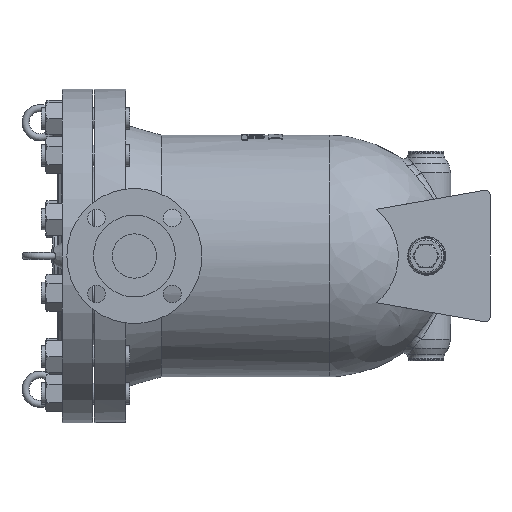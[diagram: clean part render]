
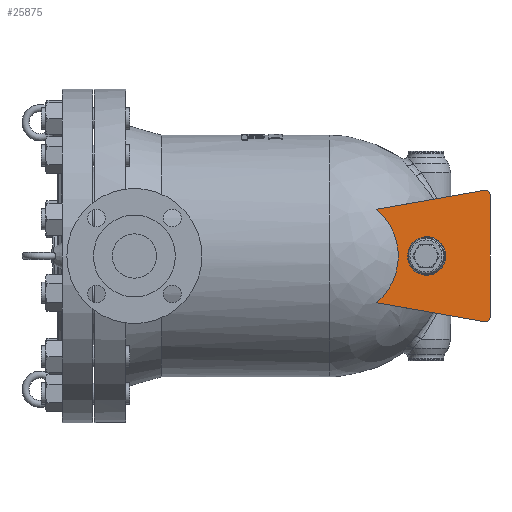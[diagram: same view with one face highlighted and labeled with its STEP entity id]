
A CAD part, left-side view. The second image highlights one B-rep face of the part: STEP entity #25875.
In plain terms, the highlighted planar face has unit normal (-0.998, -0.07, 0).
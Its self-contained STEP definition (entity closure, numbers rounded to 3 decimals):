
#25697=CARTESIAN_POINT('',(-105.0,-445.0,-69.041));
#25698=VERTEX_POINT('',#25697);
#25699=CARTESIAN_POINT('',(-105.41,-439.132,-73.965));
#25700=VERTEX_POINT('',#25699);
#25701=CARTESIAN_POINT('',(-105.35,-440.0,-69.041));
#25702=DIRECTION('',(0.998,0.07,0.0));
#25703=DIRECTION('',(0.07,-0.998,0.));
#25704=AXIS2_PLACEMENT_3D('',#25701,#25702,#25703);
#25705=ELLIPSE('',#25704,5.012,5.);
#25706=EDGE_CURVE('',#25698,#25700,#25705,.T.);
#25740=CARTESIAN_POINT('',(-113.913,-317.545,-52.526));
#25741=VERTEX_POINT('',#25740);
#25742=CARTESIAN_POINT('',(-113.913,-317.545,-52.526));
#25743=DIRECTION('',(0.069,-0.982,-0.173));
#25744=VECTOR('',#25743,123.755);
#25745=LINE('',#25742,#25744);
#25746=EDGE_CURVE('',#25741,#25700,#25745,.T.);
#25766=CARTESIAN_POINT('',(-116.012,-287.527,0.0));
#25767=DIRECTION('',(-0.998,-0.07,0.0));
#25768=DIRECTION('',(0.0,0.0,1.0));
#25769=AXIS2_PLACEMENT_3D('',#25766,#25767,#25768);
#25770=PLANE('',#25769);
#25771=ORIENTED_EDGE('',*,*,#25706,.F.);
#25772=CARTESIAN_POINT('',(-105.0,-445.0,69.041));
#25773=VERTEX_POINT('',#25772);
#25774=CARTESIAN_POINT('',(-105.0,-445.0,69.041));
#25775=DIRECTION('',(0.0,0.0,-1.0));
#25776=VECTOR('',#25775,138.082);
#25777=LINE('',#25774,#25776);
#25778=EDGE_CURVE('',#25773,#25698,#25777,.T.);
#25779=ORIENTED_EDGE('',*,*,#25778,.F.);
#25780=CARTESIAN_POINT('',(-105.41,-439.132,73.965));
#25781=VERTEX_POINT('',#25780);
#25782=CARTESIAN_POINT('',(-105.35,-440.0,69.041));
#25783=DIRECTION('',(0.998,0.07,0.0));
#25784=DIRECTION('',(0.07,-0.998,0.));
#25785=AXIS2_PLACEMENT_3D('',#25782,#25783,#25784);
#25786=ELLIPSE('',#25785,5.012,5.);
#25787=EDGE_CURVE('',#25781,#25773,#25786,.T.);
#25788=ORIENTED_EDGE('',*,*,#25787,.F.);
#25789=CARTESIAN_POINT('',(-113.913,-317.545,52.526));
#25790=VERTEX_POINT('',#25789);
#25791=CARTESIAN_POINT('',(-105.41,-439.132,73.965));
#25792=DIRECTION('',(-0.069,0.982,-0.173));
#25793=VECTOR('',#25792,123.755);
#25794=LINE('',#25791,#25793);
#25795=EDGE_CURVE('',#25781,#25790,#25794,.T.);
#25796=ORIENTED_EDGE('',*,*,#25795,.T.);
#25797=CARTESIAN_POINT('',(-117.015,-273.182,0.0));
#25798=DIRECTION('',(-0.998,-0.07,0.0));
#25799=DIRECTION('',(0.0,0.0,-1.0));
#25800=AXIS2_PLACEMENT_3D('',#25797,#25798,#25799);
#25801=CIRCLE('',#25800,68.823);
#25802=EDGE_CURVE('',#25741,#25790,#25801,.T.);
#25803=ORIENTED_EDGE('',*,*,#25802,.F.);
#25804=ORIENTED_EDGE('',*,*,#25746,.T.);
#25805=EDGE_LOOP('',(#25771,#25779,#25788,#25796,#25803,#25804));
#25806=FACE_OUTER_BOUND('',#25805,.T.);
#25807=CARTESIAN_POINT('',(-111.473,-352.425,3.304));
#25808=VERTEX_POINT('',#25807);
#25809=CARTESIAN_POINT('',(-111.473,-352.425,-3.304));
#25810=VERTEX_POINT('',#25809);
#25811=CARTESIAN_POINT('',(-111.473,-352.425,3.304));
#25812=CARTESIAN_POINT('',(-111.481,-352.314,2.687));
#25813=CARTESIAN_POINT('',(-111.487,-352.231,2.066));
#25814=CARTESIAN_POINT('',(-111.495,-352.123,0.732));
#25815=CARTESIAN_POINT('',(-111.496,-352.108,0.028));
#25816=CARTESIAN_POINT('',(-111.492,-352.166,-1.488));
#25817=CARTESIAN_POINT('',(-111.486,-352.252,-2.285));
#25818=CARTESIAN_POINT('',(-111.475,-352.399,-3.156));
#25819=CARTESIAN_POINT('',(-111.474,-352.412,-3.23));
#25820=CARTESIAN_POINT('',(-111.473,-352.425,-3.304));
#25821=B_SPLINE_CURVE_WITH_KNOTS('',3,(#25811,#25812,#25813,#25814,#25815,#25816,#25817,#25818,#25819,#25820),.UNSPECIFIED.,.F.,.U.,(4,2,2,2,4),(-1.064,-0.875,-0.663,-0.421,-0.398),.UNSPECIFIED.);
#25822=EDGE_CURVE('',#25808,#25810,#25821,.T.);
#25823=ORIENTED_EDGE('',*,*,#25822,.F.);
#25824=CARTESIAN_POINT('',(-110.423,-367.452,20.641));
#25825=VERTEX_POINT('',#25824);
#25826=CARTESIAN_POINT('',(-110.423,-367.452,20.641));
#25827=CARTESIAN_POINT('',(-110.486,-366.552,20.361));
#25828=CARTESIAN_POINT('',(-110.546,-365.686,20.026));
#25829=CARTESIAN_POINT('',(-110.685,-363.706,19.126));
#25830=CARTESIAN_POINT('',(-110.772,-362.461,18.424));
#25831=CARTESIAN_POINT('',(-110.934,-360.141,16.78));
#25832=CARTESIAN_POINT('',(-111.009,-359.066,15.838));
#25833=CARTESIAN_POINT('',(-111.135,-357.269,13.962));
#25834=CARTESIAN_POINT('',(-111.197,-356.381,12.856));
#25835=CARTESIAN_POINT('',(-111.304,-354.849,10.484));
#25836=CARTESIAN_POINT('',(-111.349,-354.206,9.219));
#25837=CARTESIAN_POINT('',(-111.416,-353.241,6.821));
#25838=CARTESIAN_POINT('',(-111.445,-352.83,5.466));
#25839=CARTESIAN_POINT('',(-111.467,-352.512,3.824));
#25840=CARTESIAN_POINT('',(-111.471,-352.466,3.564));
#25841=CARTESIAN_POINT('',(-111.473,-352.425,3.304));
#25842=B_SPLINE_CURVE_WITH_KNOTS('',3,(#25826,#25827,#25828,#25829,#25830,#25831,#25832,#25833,#25834,#25835,#25836,#25837,#25838,#25839,#25840,#25841),.UNSPECIFIED.,.F.,.U.,(4,2,2,2,2,2,2,4),(3.854,4.116,4.507,4.899,5.288,5.676,6.063,6.136),.UNSPECIFIED.);
#25843=EDGE_CURVE('',#25825,#25808,#25842,.T.);
#25844=ORIENTED_EDGE('',*,*,#25843,.F.);
#25845=CARTESIAN_POINT('',(-110.423,-367.452,-20.641));
#25846=VERTEX_POINT('',#25845);
#25847=CARTESIAN_POINT('',(-109.973,-373.887,0.));
#25848=DIRECTION('',(-0.998,-0.07,0.0));
#25849=DIRECTION('',(-0.07,0.998,0.));
#25850=AXIS2_PLACEMENT_3D('',#25847,#25848,#25849);
#25851=ELLIPSE('',#25850,21.69,21.619);
#25852=EDGE_CURVE('',#25846,#25825,#25851,.T.);
#25853=ORIENTED_EDGE('',*,*,#25852,.F.);
#25854=CARTESIAN_POINT('',(-111.473,-352.425,-3.304));
#25855=CARTESIAN_POINT('',(-111.471,-352.466,-3.564));
#25856=CARTESIAN_POINT('',(-111.467,-352.512,-3.824));
#25857=CARTESIAN_POINT('',(-111.445,-352.83,-5.466));
#25858=CARTESIAN_POINT('',(-111.416,-353.241,-6.821));
#25859=CARTESIAN_POINT('',(-111.349,-354.206,-9.219));
#25860=CARTESIAN_POINT('',(-111.304,-354.849,-10.484));
#25861=CARTESIAN_POINT('',(-111.197,-356.381,-12.856));
#25862=CARTESIAN_POINT('',(-111.135,-357.269,-13.962));
#25863=CARTESIAN_POINT('',(-111.009,-359.066,-15.838));
#25864=CARTESIAN_POINT('',(-110.934,-360.141,-16.78));
#25865=CARTESIAN_POINT('',(-110.772,-362.461,-18.424));
#25866=CARTESIAN_POINT('',(-110.685,-363.706,-19.126));
#25867=CARTESIAN_POINT('',(-110.546,-365.686,-20.026));
#25868=CARTESIAN_POINT('',(-110.486,-366.552,-20.361));
#25869=CARTESIAN_POINT('',(-110.423,-367.452,-20.641));
#25870=B_SPLINE_CURVE_WITH_KNOTS('',3,(#25854,#25855,#25856,#25857,#25858,#25859,#25860,#25861,#25862,#25863,#25864,#25865,#25866,#25867,#25868,#25869),.UNSPECIFIED.,.F.,.U.,(4,2,2,2,2,2,2,4),(6.765,6.838,7.225,7.614,8.002,8.394,8.785,9.048),.UNSPECIFIED.);
#25871=EDGE_CURVE('',#25810,#25846,#25870,.T.);
#25872=ORIENTED_EDGE('',*,*,#25871,.F.);
#25873=EDGE_LOOP('',(#25823,#25844,#25853,#25872));
#25874=FACE_BOUND('',#25873,.T.);
#25875=ADVANCED_FACE('',(#25806,#25874),#25770,.T.);
